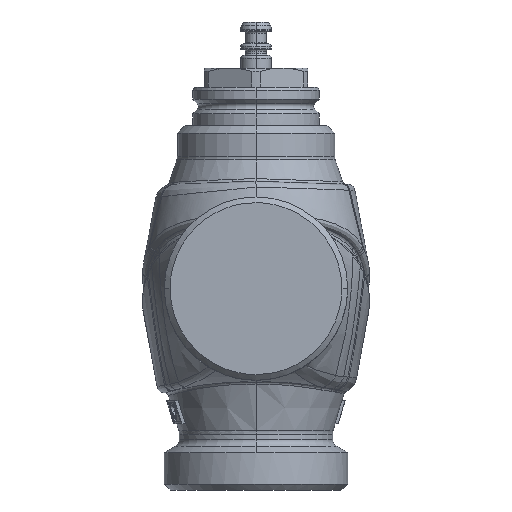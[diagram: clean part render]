
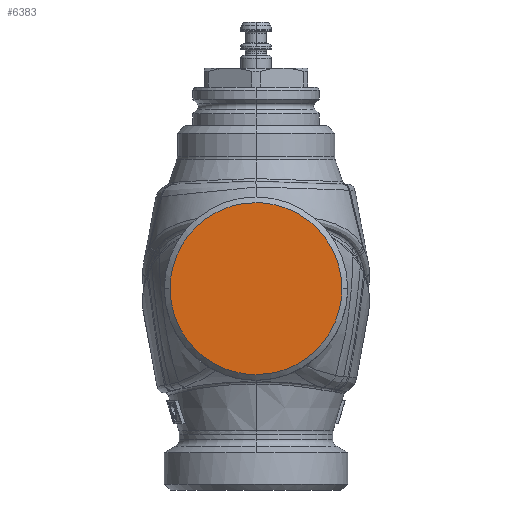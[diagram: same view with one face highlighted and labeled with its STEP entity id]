
A CAD part, left-side view. The second image highlights one B-rep face of the part: STEP entity #6383.
In plain terms, the highlighted planar face has unit normal (-1, 0, 0).
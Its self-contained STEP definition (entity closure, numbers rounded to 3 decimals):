
#6296=CARTESIAN_POINT('Axis2P3D Location',(-52.5,0.,0.)) ;
#6302=CARTESIAN_POINT('Control Point',(-52.5,0.,22.401)) ;
#6303=CARTESIAN_POINT('Control Point',(-52.5,1.31,22.401)) ;
#6304=CARTESIAN_POINT('Control Point',(-52.5,2.619,22.306)) ;
#6305=CARTESIAN_POINT('Control Point',(-52.5,3.92,22.114)) ;
#6306=CARTESIAN_POINT('Control Point',(-52.5,7.244,21.373)) ;
#6307=CARTESIAN_POINT('Control Point',(-52.5,10.382,20.016)) ;
#6308=CARTESIAN_POINT('Control Point',(-52.5,12.204,18.96)) ;
#6309=CARTESIAN_POINT('Control Point',(-52.5,15.569,16.443)) ;
#6310=CARTESIAN_POINT('Control Point',(-52.5,18.266,13.221)) ;
#6311=CARTESIAN_POINT('Control Point',(-52.5,19.419,11.459)) ;
#6312=CARTESIAN_POINT('Control Point',(-52.5,21.056,8.179)) ;
#6313=CARTESIAN_POINT('Control Point',(-52.5,21.997,4.647)) ;
#6314=CARTESIAN_POINT('Control Point',(-52.5,22.267,3.109)) ;
#6315=CARTESIAN_POINT('Control Point',(-52.5,22.401,1.554)) ;
#6316=CARTESIAN_POINT('Control Point',(-52.5,22.401,0.)) ;
#6317=CARTESIAN_POINT('Vertex',(-52.5,0.,22.401)) ;
#6319=CARTESIAN_POINT('Vertex',(-52.5,22.401,0.)) ;
#6323=CARTESIAN_POINT('Control Point',(-52.5,22.401,0.)) ;
#6324=CARTESIAN_POINT('Control Point',(-52.5,22.401,-2.087)) ;
#6325=CARTESIAN_POINT('Control Point',(-52.5,22.159,-4.174)) ;
#6326=CARTESIAN_POINT('Control Point',(-52.5,21.672,-6.223)) ;
#6327=CARTESIAN_POINT('Control Point',(-52.5,20.232,-10.17)) ;
#6328=CARTESIAN_POINT('Control Point',(-52.5,17.924,-13.681)) ;
#6329=CARTESIAN_POINT('Control Point',(-52.5,16.569,-15.293)) ;
#6330=CARTESIAN_POINT('Control Point',(-52.5,13.509,-18.173)) ;
#6331=CARTESIAN_POINT('Control Point',(-52.5,9.87,-20.273)) ;
#6332=CARTESIAN_POINT('Control Point',(-52.5,7.935,-21.106)) ;
#6333=CARTESIAN_POINT('Control Point',(-52.5,5.172,-21.928)) ;
#6334=CARTESIAN_POINT('Control Point',(-52.5,2.33,-22.3)) ;
#6335=CARTESIAN_POINT('Control Point',(-52.5,1.554,-22.368)) ;
#6336=CARTESIAN_POINT('Control Point',(-52.5,0.777,-22.401)) ;
#6337=CARTESIAN_POINT('Control Point',(-52.5,0.,-22.401)) ;
#6338=CARTESIAN_POINT('Vertex',(-52.5,0.,-22.401)) ;
#6342=CARTESIAN_POINT('Control Point',(-52.5,0.,-22.401)) ;
#6343=CARTESIAN_POINT('Control Point',(-52.5,-1.31,-22.401)) ;
#6344=CARTESIAN_POINT('Control Point',(-52.5,-2.619,-22.306)) ;
#6345=CARTESIAN_POINT('Control Point',(-52.5,-3.92,-22.114)) ;
#6346=CARTESIAN_POINT('Control Point',(-52.5,-7.244,-21.373)) ;
#6347=CARTESIAN_POINT('Control Point',(-52.5,-10.382,-20.016)) ;
#6348=CARTESIAN_POINT('Control Point',(-52.5,-12.204,-18.96)) ;
#6349=CARTESIAN_POINT('Control Point',(-52.5,-15.569,-16.443)) ;
#6350=CARTESIAN_POINT('Control Point',(-52.5,-18.266,-13.221)) ;
#6351=CARTESIAN_POINT('Control Point',(-52.5,-19.419,-11.459)) ;
#6352=CARTESIAN_POINT('Control Point',(-52.5,-21.056,-8.179)) ;
#6353=CARTESIAN_POINT('Control Point',(-52.5,-21.997,-4.647)) ;
#6354=CARTESIAN_POINT('Control Point',(-52.5,-22.267,-3.109)) ;
#6355=CARTESIAN_POINT('Control Point',(-52.5,-22.401,-1.554)) ;
#6356=CARTESIAN_POINT('Control Point',(-52.5,-22.401,0.)) ;
#6357=CARTESIAN_POINT('Vertex',(-52.5,-22.401,0.)) ;
#6361=CARTESIAN_POINT('Control Point',(-52.5,-22.401,0.)) ;
#6362=CARTESIAN_POINT('Control Point',(-52.5,-22.401,2.087)) ;
#6363=CARTESIAN_POINT('Control Point',(-52.5,-22.159,4.174)) ;
#6364=CARTESIAN_POINT('Control Point',(-52.5,-21.672,6.223)) ;
#6365=CARTESIAN_POINT('Control Point',(-52.5,-20.232,10.17)) ;
#6366=CARTESIAN_POINT('Control Point',(-52.5,-17.924,13.681)) ;
#6367=CARTESIAN_POINT('Control Point',(-52.5,-16.569,15.293)) ;
#6368=CARTESIAN_POINT('Control Point',(-52.5,-13.509,18.173)) ;
#6369=CARTESIAN_POINT('Control Point',(-52.5,-9.87,20.273)) ;
#6370=CARTESIAN_POINT('Control Point',(-52.5,-7.935,21.106)) ;
#6371=CARTESIAN_POINT('Control Point',(-52.5,-5.172,21.928)) ;
#6372=CARTESIAN_POINT('Control Point',(-52.5,-2.33,22.3)) ;
#6373=CARTESIAN_POINT('Control Point',(-52.5,-1.554,22.368)) ;
#6374=CARTESIAN_POINT('Control Point',(-52.5,-0.777,22.401)) ;
#6375=CARTESIAN_POINT('Control Point',(-52.5,0.,22.401)) ;
#6297=DIRECTION('Axis2P3D Direction',(1.,0.,0.)) ;
#6298=DIRECTION('Axis2P3D XDirection',(0.,1.,0.)) ;
#6299=AXIS2_PLACEMENT_3D('Plane Axis2P3D',#6296,#6297,#6298) ;
#6300=PLANE('',#6299) ;
#6321=EDGE_CURVE('',#6318,#6320,#6301,.T.) ;
#6340=EDGE_CURVE('',#6320,#6339,#6322,.T.) ;
#6359=EDGE_CURVE('',#6339,#6358,#6341,.T.) ;
#6376=EDGE_CURVE('',#6358,#6318,#6360,.T.) ;
#6378=ORIENTED_EDGE('',*,*,#6321,.T.) ;
#6379=ORIENTED_EDGE('',*,*,#6340,.T.) ;
#6380=ORIENTED_EDGE('',*,*,#6359,.T.) ;
#6381=ORIENTED_EDGE('',*,*,#6376,.T.) ;
#6377=EDGE_LOOP('',(#6378,#6379,#6380,#6381)) ;
#6318=VERTEX_POINT('',#6317) ;
#6320=VERTEX_POINT('',#6319) ;
#6339=VERTEX_POINT('',#6338) ;
#6358=VERTEX_POINT('',#6357) ;
#6383=ADVANCED_FACE('PartBody',(#6382),#6300,.F.) ;
#6301=B_SPLINE_CURVE_WITH_KNOTS('',5,(#6302,#6303,#6304,#6305,#6306,#6307,#6308,#6309,#6310,#6311,#6312,#6313,#6314,#6315,#6316),.UNSPECIFIED.,.F.,.U.,(6,3,3,3,6),(49.763,59.024,73.78,88.536,99.526),.UNSPECIFIED.) ;
#6322=B_SPLINE_CURVE_WITH_KNOTS('',5,(#6323,#6324,#6325,#6326,#6327,#6328,#6329,#6330,#6331,#6332,#6333,#6334,#6335,#6336,#6337),.UNSPECIFIED.,.F.,.U.,(6,3,3,3,6),(0.,14.756,29.512,44.268,49.763),.UNSPECIFIED.) ;
#6341=B_SPLINE_CURVE_WITH_KNOTS('',5,(#6342,#6343,#6344,#6345,#6346,#6347,#6348,#6349,#6350,#6351,#6352,#6353,#6354,#6355,#6356),.UNSPECIFIED.,.F.,.U.,(6,3,3,3,6),(49.763,59.024,73.78,88.536,99.526),.UNSPECIFIED.) ;
#6360=B_SPLINE_CURVE_WITH_KNOTS('',5,(#6361,#6362,#6363,#6364,#6365,#6366,#6367,#6368,#6369,#6370,#6371,#6372,#6373,#6374,#6375),.UNSPECIFIED.,.F.,.U.,(6,3,3,3,6),(0.,14.756,29.512,44.268,49.763),.UNSPECIFIED.) ;
#6382=FACE_OUTER_BOUND('',#6377,.T.) ;
